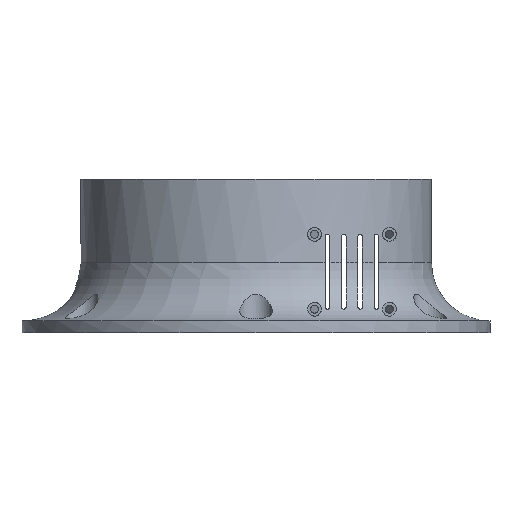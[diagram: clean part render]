
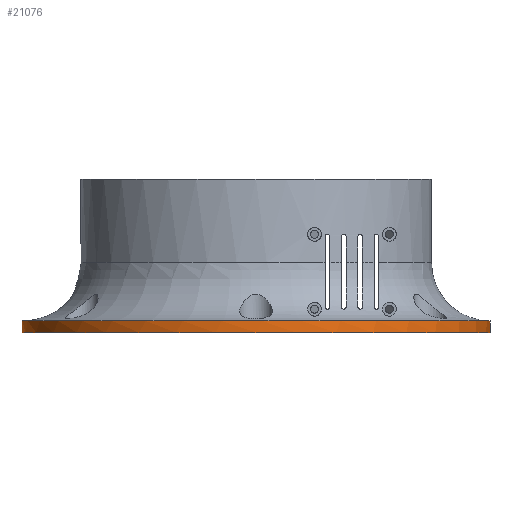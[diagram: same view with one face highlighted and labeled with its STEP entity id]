
A CAD part, front view. The second image highlights one B-rep face of the part: STEP entity #21076.
In plain terms, the highlighted cylindrical face has radius 100 mm (diameter 200 mm), a full revolution.
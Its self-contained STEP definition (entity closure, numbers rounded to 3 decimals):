
#3791 = TOROIDAL_SURFACE('',#3792,100.,25.);
#3792 = AXIS2_PLACEMENT_3D('',#3793,#3794,#3795);
#3793 = CARTESIAN_POINT('',(0.,0.,30.));
#3794 = DIRECTION('',(0.,0.,1.));
#3795 = DIRECTION('',(1.,0.,0.));
#7245 = PLANE('',#7246);
#7246 = AXIS2_PLACEMENT_3D('',#7247,#7248,#7249);
#7247 = CARTESIAN_POINT('',(-9.854,-2.562,5.));
#7248 = DIRECTION('',(0.,0.,-1.));
#7249 = DIRECTION('',(0.,-1.,0.));
#7905 = VERTEX_POINT('',#7906);
#7906 = CARTESIAN_POINT('',(100.,0.,5.));
#12523 = EDGE_CURVE('',#12524,#7905,#12526,.T.);
#12524 = VERTEX_POINT('',#12525);
#12525 = CARTESIAN_POINT('',(-99.875,5.,5.));
#12526 = SURFACE_CURVE('',#12527,(#12532,#12539),.PCURVE_S1.);
#12527 = CIRCLE('',#12528,100.);
#12528 = AXIS2_PLACEMENT_3D('',#12529,#12530,#12531);
#12529 = CARTESIAN_POINT('',(0.,0.,5.));
#12530 = DIRECTION('',(0.,0.,-1.));
#12531 = DIRECTION('',(1.,0.,0.));
#12532 = PCURVE('',#3791,#12533);
#12533 = DEFINITIONAL_REPRESENTATION('',(#12534),#12538);
#12534 = LINE('',#12535,#12536);
#12535 = CARTESIAN_POINT('',(0.,4.712));
#12536 = VECTOR('',#12537,1.);
#12537 = DIRECTION('',(-1.,0.));
#12538 = ( GEOMETRIC_REPRESENTATION_CONTEXT(2) 
PARAMETRIC_REPRESENTATION_CONTEXT() REPRESENTATION_CONTEXT('2D SPACE',''
  ) );
#12539 = PCURVE('',#12540,#12545);
#12540 = CYLINDRICAL_SURFACE('',#12541,100.);
#12541 = AXIS2_PLACEMENT_3D('',#12542,#12543,#12544);
#12542 = CARTESIAN_POINT('',(0.,0.,0.));
#12543 = DIRECTION('',(0.,0.,1.));
#12544 = DIRECTION('',(1.,0.,0.));
#12545 = DEFINITIONAL_REPRESENTATION('',(#12546),#12550);
#12546 = LINE('',#12547,#12548);
#12547 = CARTESIAN_POINT('',(0.,5.));
#12548 = VECTOR('',#12549,1.);
#12549 = DIRECTION('',(-1.,0.));
#12550 = ( GEOMETRIC_REPRESENTATION_CONTEXT(2) 
PARAMETRIC_REPRESENTATION_CONTEXT() REPRESENTATION_CONTEXT('2D SPACE',''
  ) );
#12982 = VERTEX_POINT('',#12983);
#12983 = CARTESIAN_POINT('',(-99.875,-5.,5.));
#13381 = EDGE_CURVE('',#7905,#12982,#13382,.T.);
#13382 = SURFACE_CURVE('',#13383,(#13388,#13395),.PCURVE_S1.);
#13383 = CIRCLE('',#13384,100.);
#13384 = AXIS2_PLACEMENT_3D('',#13385,#13386,#13387);
#13385 = CARTESIAN_POINT('',(0.,0.,5.));
#13386 = DIRECTION('',(0.,0.,-1.));
#13387 = DIRECTION('',(1.,0.,0.));
#13388 = PCURVE('',#3791,#13389);
#13389 = DEFINITIONAL_REPRESENTATION('',(#13390),#13394);
#13390 = LINE('',#13391,#13392);
#13391 = CARTESIAN_POINT('',(0.,4.712));
#13392 = VECTOR('',#13393,1.);
#13393 = DIRECTION('',(-1.,0.));
#13394 = ( GEOMETRIC_REPRESENTATION_CONTEXT(2) 
PARAMETRIC_REPRESENTATION_CONTEXT() REPRESENTATION_CONTEXT('2D SPACE',''
  ) );
#13395 = PCURVE('',#12540,#13396);
#13396 = DEFINITIONAL_REPRESENTATION('',(#13397),#13401);
#13397 = LINE('',#13398,#13399);
#13398 = CARTESIAN_POINT('',(0.,5.));
#13399 = VECTOR('',#13400,1.);
#13400 = DIRECTION('',(-1.,0.));
#13401 = ( GEOMETRIC_REPRESENTATION_CONTEXT(2) 
PARAMETRIC_REPRESENTATION_CONTEXT() REPRESENTATION_CONTEXT('2D SPACE',''
  ) );
#20172 = EDGE_CURVE('',#12982,#20173,#20175,.T.);
#20173 = VERTEX_POINT('',#20174);
#20174 = CARTESIAN_POINT('',(-100.,0.,5.));
#20175 = SURFACE_CURVE('',#20176,(#20181,#20188),.PCURVE_S1.);
#20176 = CIRCLE('',#20177,100.);
#20177 = AXIS2_PLACEMENT_3D('',#20178,#20179,#20180);
#20178 = CARTESIAN_POINT('',(0.,0.,5.));
#20179 = DIRECTION('',(0.,0.,-1.));
#20180 = DIRECTION('',(1.,0.,0.));
#20181 = PCURVE('',#7245,#20182);
#20182 = DEFINITIONAL_REPRESENTATION('',(#20183),#20187);
#20183 = CIRCLE('',#20184,100.);
#20184 = AXIS2_PLACEMENT_2D('',#20185,#20186);
#20185 = CARTESIAN_POINT('',(-2.562,-9.854));
#20186 = DIRECTION('',(0.,-1.));
#20187 = ( GEOMETRIC_REPRESENTATION_CONTEXT(2) 
PARAMETRIC_REPRESENTATION_CONTEXT() REPRESENTATION_CONTEXT('2D SPACE',''
  ) );
#20188 = PCURVE('',#12540,#20189);
#20189 = DEFINITIONAL_REPRESENTATION('',(#20190),#20194);
#20190 = LINE('',#20191,#20192);
#20191 = CARTESIAN_POINT('',(0.,5.));
#20192 = VECTOR('',#20193,1.);
#20193 = DIRECTION('',(-1.,0.));
#20194 = ( GEOMETRIC_REPRESENTATION_CONTEXT(2) 
PARAMETRIC_REPRESENTATION_CONTEXT() REPRESENTATION_CONTEXT('2D SPACE',''
  ) );
#20196 = EDGE_CURVE('',#20173,#12524,#20197,.T.);
#20197 = SURFACE_CURVE('',#20198,(#20203,#20210),.PCURVE_S1.);
#20198 = CIRCLE('',#20199,100.);
#20199 = AXIS2_PLACEMENT_3D('',#20200,#20201,#20202);
#20200 = CARTESIAN_POINT('',(0.,0.,5.));
#20201 = DIRECTION('',(0.,0.,-1.));
#20202 = DIRECTION('',(1.,0.,0.));
#20203 = PCURVE('',#7245,#20204);
#20204 = DEFINITIONAL_REPRESENTATION('',(#20205),#20209);
#20205 = CIRCLE('',#20206,100.);
#20206 = AXIS2_PLACEMENT_2D('',#20207,#20208);
#20207 = CARTESIAN_POINT('',(-2.562,-9.854));
#20208 = DIRECTION('',(0.,-1.));
#20209 = ( GEOMETRIC_REPRESENTATION_CONTEXT(2) 
PARAMETRIC_REPRESENTATION_CONTEXT() REPRESENTATION_CONTEXT('2D SPACE',''
  ) );
#20210 = PCURVE('',#12540,#20211);
#20211 = DEFINITIONAL_REPRESENTATION('',(#20212),#20216);
#20212 = LINE('',#20213,#20214);
#20213 = CARTESIAN_POINT('',(0.,5.));
#20214 = VECTOR('',#20215,1.);
#20215 = DIRECTION('',(-1.,0.));
#20216 = ( GEOMETRIC_REPRESENTATION_CONTEXT(2) 
PARAMETRIC_REPRESENTATION_CONTEXT() REPRESENTATION_CONTEXT('2D SPACE',''
  ) );
#21076 = ADVANCED_FACE('',(#21077),#12540,.T.);
#21077 = FACE_BOUND('',#21078,.F.);
#21078 = EDGE_LOOP('',(#21079,#21102,#21129,#21130,#21131,#21132,#21133)
  );
#21079 = ORIENTED_EDGE('',*,*,#21080,.F.);
#21080 = EDGE_CURVE('',#21081,#7905,#21083,.T.);
#21081 = VERTEX_POINT('',#21082);
#21082 = CARTESIAN_POINT('',(100.,0.,0.));
#21083 = SEAM_CURVE('',#21084,(#21088,#21095),.PCURVE_S1.);
#21084 = LINE('',#21085,#21086);
#21085 = CARTESIAN_POINT('',(100.,0.,0.));
#21086 = VECTOR('',#21087,1.);
#21087 = DIRECTION('',(0.,0.,1.));
#21088 = PCURVE('',#12540,#21089);
#21089 = DEFINITIONAL_REPRESENTATION('',(#21090),#21094);
#21090 = LINE('',#21091,#21092);
#21091 = CARTESIAN_POINT('',(0.,0.));
#21092 = VECTOR('',#21093,1.);
#21093 = DIRECTION('',(0.,1.));
#21094 = ( GEOMETRIC_REPRESENTATION_CONTEXT(2) 
PARAMETRIC_REPRESENTATION_CONTEXT() REPRESENTATION_CONTEXT('2D SPACE',''
  ) );
#21095 = PCURVE('',#12540,#21096);
#21096 = DEFINITIONAL_REPRESENTATION('',(#21097),#21101);
#21097 = LINE('',#21098,#21099);
#21098 = CARTESIAN_POINT('',(-6.283,0.));
#21099 = VECTOR('',#21100,1.);
#21100 = DIRECTION('',(0.,1.));
#21101 = ( GEOMETRIC_REPRESENTATION_CONTEXT(2) 
PARAMETRIC_REPRESENTATION_CONTEXT() REPRESENTATION_CONTEXT('2D SPACE',''
  ) );
#21102 = ORIENTED_EDGE('',*,*,#21103,.T.);
#21103 = EDGE_CURVE('',#21081,#21081,#21104,.T.);
#21104 = SURFACE_CURVE('',#21105,(#21110,#21117),.PCURVE_S1.);
#21105 = CIRCLE('',#21106,100.);
#21106 = AXIS2_PLACEMENT_3D('',#21107,#21108,#21109);
#21107 = CARTESIAN_POINT('',(0.,0.,0.));
#21108 = DIRECTION('',(0.,0.,-1.));
#21109 = DIRECTION('',(1.,0.,0.));
#21110 = PCURVE('',#12540,#21111);
#21111 = DEFINITIONAL_REPRESENTATION('',(#21112),#21116);
#21112 = LINE('',#21113,#21114);
#21113 = CARTESIAN_POINT('',(0.,0.));
#21114 = VECTOR('',#21115,1.);
#21115 = DIRECTION('',(-1.,0.));
#21116 = ( GEOMETRIC_REPRESENTATION_CONTEXT(2) 
PARAMETRIC_REPRESENTATION_CONTEXT() REPRESENTATION_CONTEXT('2D SPACE',''
  ) );
#21117 = PCURVE('',#21118,#21123);
#21118 = PLANE('',#21119);
#21119 = AXIS2_PLACEMENT_3D('',#21120,#21121,#21122);
#21120 = CARTESIAN_POINT('',(0.,0.,0.));
#21121 = DIRECTION('',(0.,0.,-1.));
#21122 = DIRECTION('',(1.,0.,0.));
#21123 = DEFINITIONAL_REPRESENTATION('',(#21124),#21128);
#21124 = CIRCLE('',#21125,100.);
#21125 = AXIS2_PLACEMENT_2D('',#21126,#21127);
#21126 = CARTESIAN_POINT('',(0.,0.));
#21127 = DIRECTION('',(1.,0.));
#21128 = ( GEOMETRIC_REPRESENTATION_CONTEXT(2) 
PARAMETRIC_REPRESENTATION_CONTEXT() REPRESENTATION_CONTEXT('2D SPACE',''
  ) );
#21129 = ORIENTED_EDGE('',*,*,#21080,.T.);
#21130 = ORIENTED_EDGE('',*,*,#12523,.F.);
#21131 = ORIENTED_EDGE('',*,*,#20196,.F.);
#21132 = ORIENTED_EDGE('',*,*,#20172,.F.);
#21133 = ORIENTED_EDGE('',*,*,#13381,.F.);
